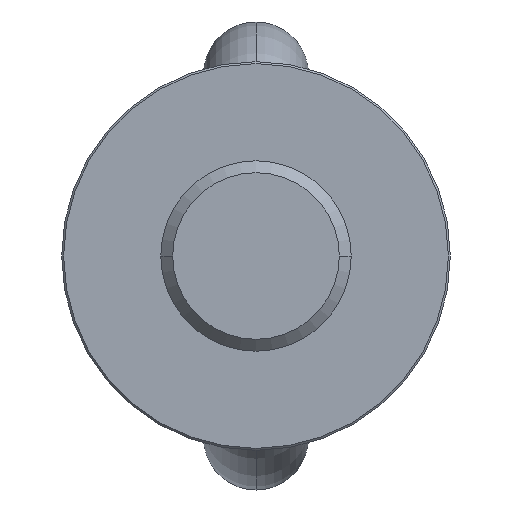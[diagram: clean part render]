
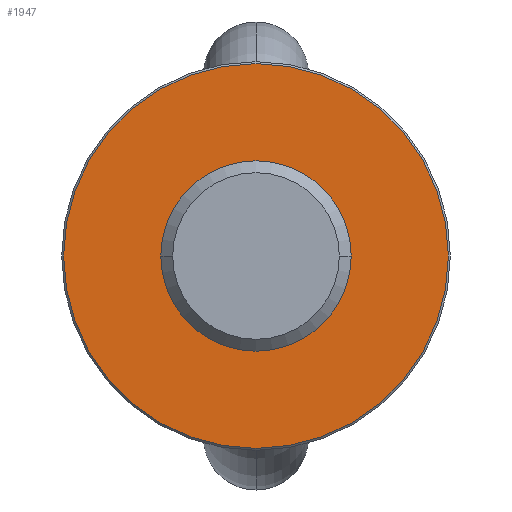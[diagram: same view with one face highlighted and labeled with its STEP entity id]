
A CAD part, front view. The second image highlights one B-rep face of the part: STEP entity #1947.
In plain terms, the highlighted planar face has unit normal (0, -1, 0).
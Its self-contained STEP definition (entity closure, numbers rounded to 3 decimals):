
#5=CARTESIAN_POINT('',(0.,0.,0.));
#6=DIRECTION('',(0.,1.,0.));
#7=DIRECTION('',(1.,0.,0.));
#8=AXIS2_PLACEMENT_3D('',#5,#6,#7);
#14=CARTESIAN_POINT('',(0.,0.,0.));
#15=DIRECTION('',(0.,-1.,0.));
#16=DIRECTION('',(1.,0.,0.));
#17=AXIS2_PLACEMENT_3D('',#14,#15,#16);
#52=CARTESIAN_POINT('',(0.,0.,0.));
#53=DIRECTION('',(0.,-1.,0.));
#54=DIRECTION('',(1.,0.,0.));
#55=AXIS2_PLACEMENT_3D('',#52,#53,#54);
#1477=CARTESIAN_POINT('',(0.,0.,0.));
#1478=DIRECTION('',(0.,1.,0.));
#1479=DIRECTION('',(1.,0.,0.));
#1480=AXIS2_PLACEMENT_3D('',#1477,#1478,#1479);
#1530=CARTESIAN_POINT('',(48.5,0.,0.));
#1531=CARTESIAN_POINT('',(-48.5,0.,0.));
#1532=VERTEX_POINT('',#1530);
#1533=VERTEX_POINT('',#1531);
#1586=CARTESIAN_POINT('',(24.,0.,0.));
#1588=VERTEX_POINT('',#1586);
#1592=CARTESIAN_POINT('',(-24.,0.,0.));
#1594=VERTEX_POINT('',#1592);
#1930=CARTESIAN_POINT('',(0.,0.,0.));
#1931=DIRECTION('',(0.,-1.,0.));
#1932=DIRECTION('',(-1.,0.,0.));
#1933=AXIS2_PLACEMENT_3D('',#1930,#1931,#1932);
#1934=PLANE('',#1933);
#1936=ORIENTED_EDGE('',*,*,#1935,.F.);
#1938=ORIENTED_EDGE('',*,*,#1937,.T.);
#1939=EDGE_LOOP('',(#1936,#1938));
#1940=FACE_OUTER_BOUND('',#1939,.F.);
#1942=ORIENTED_EDGE('',*,*,#1941,.F.);
#1944=ORIENTED_EDGE('',*,*,#1943,.T.);
#1945=EDGE_LOOP('',(#1942,#1944));
#1946=FACE_BOUND('',#1945,.F.);
#1947=ADVANCED_FACE('',(#1940,#1946),#1934,.T.);
#9=CIRCLE('',#8,24.);
#18=CIRCLE('',#17,24.);
#56=CIRCLE('',#55,48.5);
#1481=CIRCLE('',#1480,48.5);
#1935=EDGE_CURVE('',#1532,#1533,#56,.T.);
#1937=EDGE_CURVE('',#1532,#1533,#1481,.T.);
#1941=EDGE_CURVE('',#1588,#1594,#9,.T.);
#1943=EDGE_CURVE('',#1588,#1594,#18,.T.);
